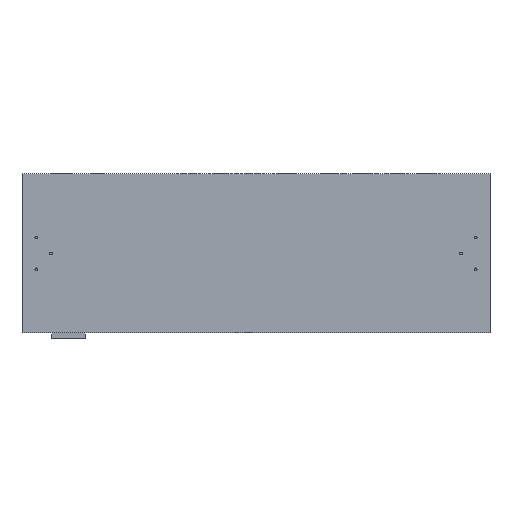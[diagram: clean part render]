
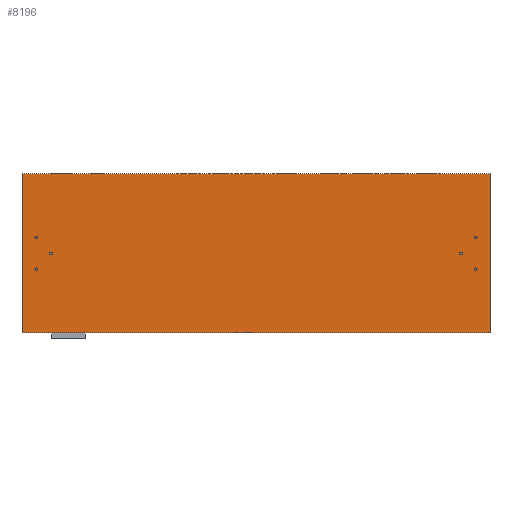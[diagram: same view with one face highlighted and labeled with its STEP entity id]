
A CAD part, front view. The second image highlights one B-rep face of the part: STEP entity #8196.
In plain terms, the highlighted planar face has unit normal (0, -1, 0).
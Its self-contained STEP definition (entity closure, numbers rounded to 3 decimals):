
#47=LINE('',#11256,#895);
#857=LINE('',#13456,#1705);
#860=LINE('',#13463,#1708);
#861=LINE('',#13464,#1709);
#895=VECTOR('',#8997,425.);
#1705=VECTOR('',#11143,144.5);
#1708=VECTOR('',#11150,144.5);
#1709=VECTOR('',#11151,425.);
#2038=PLANE('',#8900);
#2158=FACE_BOUND('',#3252,.T.);
#2159=FACE_BOUND('',#3253,.T.);
#2160=FACE_BOUND('',#3254,.T.);
#2161=FACE_BOUND('',#3255,.T.);
#2162=FACE_BOUND('',#3256,.T.);
#2163=FACE_BOUND('',#3257,.T.);
#2680=FACE_OUTER_BOUND('',#3251,.T.);
#3251=EDGE_LOOP('',(#7448,#7449,#7450,#7451));
#3252=EDGE_LOOP('',(#7452));
#3253=EDGE_LOOP('',(#7453));
#3254=EDGE_LOOP('',(#7454));
#3255=EDGE_LOOP('',(#7455));
#3256=EDGE_LOOP('',(#7456));
#3257=EDGE_LOOP('',(#7457));
#3326=CIRCLE('',#8203,1.25);
#3328=CIRCLE('',#8206,1.25);
#3330=CIRCLE('',#8209,1.25);
#3332=CIRCLE('',#8212,1.25);
#3334=CIRCLE('',#8215,1.25);
#3336=CIRCLE('',#8218,1.25);
#3574=VERTEX_POINT('',#11161);
#3576=VERTEX_POINT('',#11166);
#3578=VERTEX_POINT('',#11171);
#3580=VERTEX_POINT('',#11176);
#3582=VERTEX_POINT('',#11181);
#3584=VERTEX_POINT('',#11186);
#3607=VERTEX_POINT('',#11253);
#3608=VERTEX_POINT('',#11255);
#4329=VERTEX_POINT('',#13452);
#4332=VERTEX_POINT('',#13462);
#4334=EDGE_CURVE('',#3574,#3574,#3326,.T.);
#4336=EDGE_CURVE('',#3576,#3576,#3328,.T.);
#4338=EDGE_CURVE('',#3578,#3578,#3330,.T.);
#4340=EDGE_CURVE('',#3580,#3580,#3332,.T.);
#4342=EDGE_CURVE('',#3582,#3582,#3334,.T.);
#4344=EDGE_CURVE('',#3584,#3584,#3336,.T.);
#4377=EDGE_CURVE('',#3608,#3607,#47,.T.);
#5423=EDGE_CURVE('',#3608,#4329,#857,.T.);
#5426=EDGE_CURVE('',#4332,#3607,#860,.T.);
#5427=EDGE_CURVE('',#4329,#4332,#861,.T.);
#7448=ORIENTED_EDGE('',*,*,#4377,.T.);
#7449=ORIENTED_EDGE('',*,*,#5426,.F.);
#7450=ORIENTED_EDGE('',*,*,#5427,.F.);
#7451=ORIENTED_EDGE('',*,*,#5423,.F.);
#7452=ORIENTED_EDGE('',*,*,#4334,.T.);
#7453=ORIENTED_EDGE('',*,*,#4336,.T.);
#7454=ORIENTED_EDGE('',*,*,#4338,.T.);
#7455=ORIENTED_EDGE('',*,*,#4340,.T.);
#7456=ORIENTED_EDGE('',*,*,#4342,.T.);
#7457=ORIENTED_EDGE('',*,*,#4344,.T.);
#8196=ADVANCED_FACE('',(#2680,#2158,#2159,#2160,#2161,#2162,#2163),#2038,
 .T.);
#8203=AXIS2_PLACEMENT_3D('',#11162,#8909,#8910);
#8206=AXIS2_PLACEMENT_3D('',#11167,#8915,#8916);
#8209=AXIS2_PLACEMENT_3D('',#11172,#8921,#8922);
#8212=AXIS2_PLACEMENT_3D('',#11177,#8927,#8928);
#8215=AXIS2_PLACEMENT_3D('',#11182,#8933,#8934);
#8218=AXIS2_PLACEMENT_3D('',#11187,#8939,#8940);
#8900=AXIS2_PLACEMENT_3D('',#13461,#11148,#11149);
#8909=DIRECTION('center_axis',(0.,1.,0.));
#8910=DIRECTION('ref_axis',(-1.,0.,0.));
#8915=DIRECTION('center_axis',(0.,1.,0.));
#8916=DIRECTION('ref_axis',(-1.,0.,0.));
#8921=DIRECTION('center_axis',(0.,1.,0.));
#8922=DIRECTION('ref_axis',(-1.,0.,0.));
#8927=DIRECTION('center_axis',(0.,1.,0.));
#8928=DIRECTION('ref_axis',(-1.,0.,0.));
#8933=DIRECTION('center_axis',(0.,1.,0.));
#8934=DIRECTION('ref_axis',(-1.,0.,0.));
#8939=DIRECTION('center_axis',(0.,1.,0.));
#8940=DIRECTION('ref_axis',(-1.,0.,0.));
#8997=DIRECTION('',(1.,0.,0.));
#11143=DIRECTION('',(0.,0.,1.));
#11148=DIRECTION('center_axis',(0.,-1.,0.));
#11149=DIRECTION('ref_axis',(0.,0.,-1.));
#11150=DIRECTION('',(0.,0.,-1.));
#11151=DIRECTION('',(1.,0.,0.));
#11161=CARTESIAN_POINT('',(-185.,0.,0.));
#11162=CARTESIAN_POINT('Origin',(-186.25,0.,0.));
#11166=CARTESIAN_POINT('',(200.75,0.,-14.5));
#11167=CARTESIAN_POINT('Origin',(199.5,0.,-14.5));
#11171=CARTESIAN_POINT('',(200.75,0.,14.5));
#11172=CARTESIAN_POINT('Origin',(199.5,0.,14.5));
#11176=CARTESIAN_POINT('',(187.5,0.,0.));
#11177=CARTESIAN_POINT('Origin',(186.25,0.,0.));
#11181=CARTESIAN_POINT('',(-198.25,0.,14.5));
#11182=CARTESIAN_POINT('Origin',(-199.5,0.,14.5));
#11186=CARTESIAN_POINT('',(-198.25,0.,-14.5));
#11187=CARTESIAN_POINT('Origin',(-199.5,0.,-14.5));
#11253=CARTESIAN_POINT('',(212.5,0.,-72.25));
#11255=CARTESIAN_POINT('',(-212.5,0.,-72.25));
#11256=CARTESIAN_POINT('',(0.,0.,-72.25));
#13452=CARTESIAN_POINT('',(-212.5,0.,72.25));
#13456=CARTESIAN_POINT('',(-212.5,0.,72.25));
#13461=CARTESIAN_POINT('Origin',(0.,0.,72.25));
#13462=CARTESIAN_POINT('',(212.5,0.,72.25));
#13463=CARTESIAN_POINT('',(212.5,0.,72.25));
#13464=CARTESIAN_POINT('',(0.,0.,72.25));
